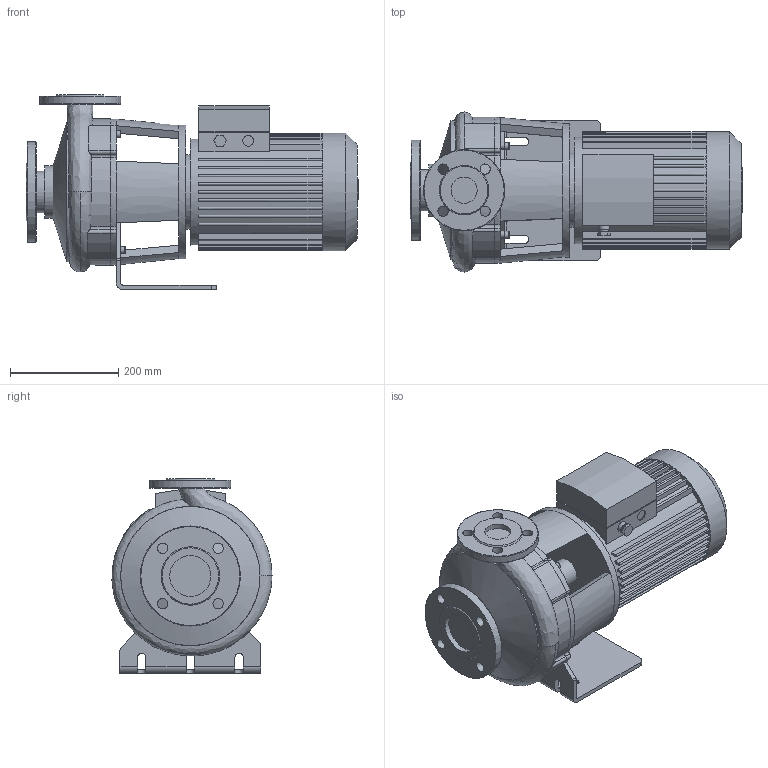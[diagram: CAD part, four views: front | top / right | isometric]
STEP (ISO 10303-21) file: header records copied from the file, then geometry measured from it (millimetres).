
FILE_DESCRIPTION(/* description */ (''),/* implementation_level */ '2;1');
FILE_NAME(/* name */ '3d_BL40_220-2_2_4-2121077.stp',/* time_stamp */ '2017-11-06T15:07:57+01:00',/* author */ ('Andrzej'),/* organization */ (''),/* preprocessor_version */ 'ST-DEVELOPER v16.13',/* originating_system */ 'AutoCAD Mechanical',/* authorisation */ '');
FILE_SCHEMA (('AUTOMOTIVE_DESIGN { 1 0 10303 214 3 1 1 }'));
Length unit declared in the file: millimetre
Products named in the file (1): Product
Bounding box: 613.5 x 295.86 x 360 mm (x, y, z)
Volume: 20748392.9 mm3; surface area: 1248894.6 mm2
Topology: 9 solids, 9 shells, 465 faces, 1251 edges, 810 vertices
Faces by surface type: plane 272, cylinder 145, bspline 32, torus 8, cone 8
Full cylindrical faces by diameter (mm): 9 x4, 13 x4, 16 x1, 19 x8, 20 x4, 48.3 x1, 50 x1, 76.1 x2, 96.1 x1, 137 x1, 150 x1, 185 x1, 197 x1, 217 x1, 247 x1, 257.36 x1
Entity records: 17241 total; most frequent: CARTESIAN_POINT 5580, DIRECTION 2430, ORIENTED_EDGE 2392, EDGE_CURVE 1196, AXIS2_PLACEMENT_3D 884, VERTEX_POINT 800, LINE 662, VECTOR 662
